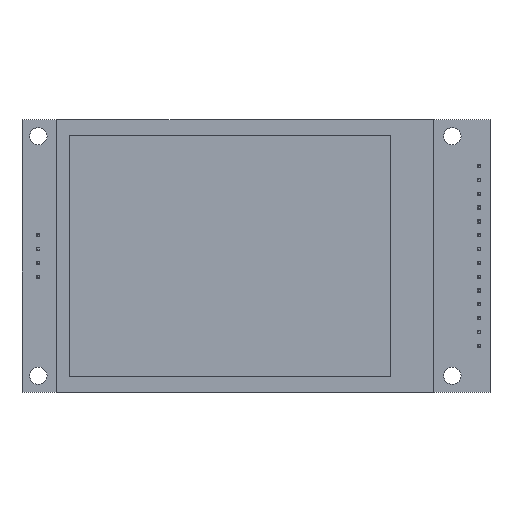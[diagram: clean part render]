
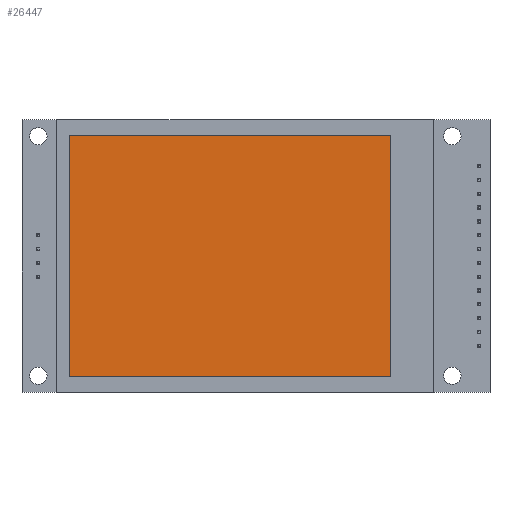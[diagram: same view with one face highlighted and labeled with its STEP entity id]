
A CAD part, top view. The second image highlights one B-rep face of the part: STEP entity #26447.
In plain terms, the highlighted planar face has unit normal (0, 0, 1).
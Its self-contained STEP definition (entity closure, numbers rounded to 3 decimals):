
#26070 = PLANE('',#26071);
#26071 = AXIS2_PLACEMENT_3D('',#26072,#26073,#26074);
#26072 = CARTESIAN_POINT('',(2.4,2.8,3.5));
#26073 = DIRECTION('',(1.,0.,0.));
#26074 = DIRECTION('',(-0.,1.,0.));
#26098 = PLANE('',#26099);
#26099 = AXIS2_PLACEMENT_3D('',#26100,#26101,#26102);
#26100 = CARTESIAN_POINT('',(2.4,47.2,3.5));
#26101 = DIRECTION('',(0.,-1.,0.));
#26102 = DIRECTION('',(1.,0.,0.));
#26126 = PLANE('',#26127);
#26127 = AXIS2_PLACEMENT_3D('',#26128,#26129,#26130);
#26128 = CARTESIAN_POINT('',(61.4,47.2,3.5));
#26129 = DIRECTION('',(-1.,0.,0.));
#26130 = DIRECTION('',(0.,-1.,0.));
#26152 = PLANE('',#26153);
#26153 = AXIS2_PLACEMENT_3D('',#26154,#26155,#26156);
#26154 = CARTESIAN_POINT('',(61.4,2.8,3.5));
#26155 = DIRECTION('',(0.,1.,-0.));
#26156 = DIRECTION('',(-1.,0.,0.));
#26251 = VERTEX_POINT('',#26252);
#26252 = CARTESIAN_POINT('',(2.4,2.8,3.));
#26273 = EDGE_CURVE('',#26251,#26274,#26276,.T.);
#26274 = VERTEX_POINT('',#26275);
#26275 = CARTESIAN_POINT('',(2.4,47.2,3.));
#26276 = SURFACE_CURVE('',#26277,(#26281,#26288),.PCURVE_S1.);
#26277 = LINE('',#26278,#26279);
#26278 = CARTESIAN_POINT('',(2.4,2.8,3.));
#26279 = VECTOR('',#26280,1.);
#26280 = DIRECTION('',(0.,1.,0.));
#26281 = PCURVE('',#26070,#26282);
#26282 = DEFINITIONAL_REPRESENTATION('',(#26283),#26287);
#26283 = LINE('',#26284,#26285);
#26284 = CARTESIAN_POINT('',(0.,-0.5));
#26285 = VECTOR('',#26286,1.);
#26286 = DIRECTION('',(1.,0.));
#26287 = ( GEOMETRIC_REPRESENTATION_CONTEXT(2) 
PARAMETRIC_REPRESENTATION_CONTEXT() REPRESENTATION_CONTEXT('2D SPACE',''
  ) );
#26288 = PCURVE('',#26289,#26294);
#26289 = PLANE('',#26290);
#26290 = AXIS2_PLACEMENT_3D('',#26291,#26292,#26293);
#26291 = CARTESIAN_POINT('',(31.9,25.,3.));
#26292 = DIRECTION('',(-0.,-0.,-1.));
#26293 = DIRECTION('',(-1.,0.,0.));
#26294 = DEFINITIONAL_REPRESENTATION('',(#26295),#26299);
#26295 = LINE('',#26296,#26297);
#26296 = CARTESIAN_POINT('',(29.5,-22.2));
#26297 = VECTOR('',#26298,1.);
#26298 = DIRECTION('',(0.,1.));
#26299 = ( GEOMETRIC_REPRESENTATION_CONTEXT(2) 
PARAMETRIC_REPRESENTATION_CONTEXT() REPRESENTATION_CONTEXT('2D SPACE',''
  ) );
#26327 = VERTEX_POINT('',#26328);
#26328 = CARTESIAN_POINT('',(61.4,2.8,3.));
#26349 = EDGE_CURVE('',#26327,#26251,#26350,.T.);
#26350 = SURFACE_CURVE('',#26351,(#26355,#26362),.PCURVE_S1.);
#26351 = LINE('',#26352,#26353);
#26352 = CARTESIAN_POINT('',(61.4,2.8,3.));
#26353 = VECTOR('',#26354,1.);
#26354 = DIRECTION('',(-1.,0.,0.));
#26355 = PCURVE('',#26152,#26356);
#26356 = DEFINITIONAL_REPRESENTATION('',(#26357),#26361);
#26357 = LINE('',#26358,#26359);
#26358 = CARTESIAN_POINT('',(0.,-0.5));
#26359 = VECTOR('',#26360,1.);
#26360 = DIRECTION('',(1.,0.));
#26361 = ( GEOMETRIC_REPRESENTATION_CONTEXT(2) 
PARAMETRIC_REPRESENTATION_CONTEXT() REPRESENTATION_CONTEXT('2D SPACE',''
  ) );
#26362 = PCURVE('',#26289,#26363);
#26363 = DEFINITIONAL_REPRESENTATION('',(#26364),#26368);
#26364 = LINE('',#26365,#26366);
#26365 = CARTESIAN_POINT('',(-29.5,-22.2));
#26366 = VECTOR('',#26367,1.);
#26367 = DIRECTION('',(1.,0.));
#26368 = ( GEOMETRIC_REPRESENTATION_CONTEXT(2) 
PARAMETRIC_REPRESENTATION_CONTEXT() REPRESENTATION_CONTEXT('2D SPACE',''
  ) );
#26376 = VERTEX_POINT('',#26377);
#26377 = CARTESIAN_POINT('',(61.4,47.2,3.));
#26398 = EDGE_CURVE('',#26376,#26327,#26399,.T.);
#26399 = SURFACE_CURVE('',#26400,(#26404,#26411),.PCURVE_S1.);
#26400 = LINE('',#26401,#26402);
#26401 = CARTESIAN_POINT('',(61.4,47.2,3.));
#26402 = VECTOR('',#26403,1.);
#26403 = DIRECTION('',(0.,-1.,0.));
#26404 = PCURVE('',#26126,#26405);
#26405 = DEFINITIONAL_REPRESENTATION('',(#26406),#26410);
#26406 = LINE('',#26407,#26408);
#26407 = CARTESIAN_POINT('',(0.,-0.5));
#26408 = VECTOR('',#26409,1.);
#26409 = DIRECTION('',(1.,0.));
#26410 = ( GEOMETRIC_REPRESENTATION_CONTEXT(2) 
PARAMETRIC_REPRESENTATION_CONTEXT() REPRESENTATION_CONTEXT('2D SPACE',''
  ) );
#26411 = PCURVE('',#26289,#26412);
#26412 = DEFINITIONAL_REPRESENTATION('',(#26413),#26417);
#26413 = LINE('',#26414,#26415);
#26414 = CARTESIAN_POINT('',(-29.5,22.2));
#26415 = VECTOR('',#26416,1.);
#26416 = DIRECTION('',(0.,-1.));
#26417 = ( GEOMETRIC_REPRESENTATION_CONTEXT(2) 
PARAMETRIC_REPRESENTATION_CONTEXT() REPRESENTATION_CONTEXT('2D SPACE',''
  ) );
#26425 = EDGE_CURVE('',#26274,#26376,#26426,.T.);
#26426 = SURFACE_CURVE('',#26427,(#26431,#26438),.PCURVE_S1.);
#26427 = LINE('',#26428,#26429);
#26428 = CARTESIAN_POINT('',(2.4,47.2,3.));
#26429 = VECTOR('',#26430,1.);
#26430 = DIRECTION('',(1.,0.,0.));
#26431 = PCURVE('',#26098,#26432);
#26432 = DEFINITIONAL_REPRESENTATION('',(#26433),#26437);
#26433 = LINE('',#26434,#26435);
#26434 = CARTESIAN_POINT('',(0.,-0.5));
#26435 = VECTOR('',#26436,1.);
#26436 = DIRECTION('',(1.,0.));
#26437 = ( GEOMETRIC_REPRESENTATION_CONTEXT(2) 
PARAMETRIC_REPRESENTATION_CONTEXT() REPRESENTATION_CONTEXT('2D SPACE',''
  ) );
#26438 = PCURVE('',#26289,#26439);
#26439 = DEFINITIONAL_REPRESENTATION('',(#26440),#26444);
#26440 = LINE('',#26441,#26442);
#26441 = CARTESIAN_POINT('',(29.5,22.2));
#26442 = VECTOR('',#26443,1.);
#26443 = DIRECTION('',(-1.,0.));
#26444 = ( GEOMETRIC_REPRESENTATION_CONTEXT(2) 
PARAMETRIC_REPRESENTATION_CONTEXT() REPRESENTATION_CONTEXT('2D SPACE',''
  ) );
#26447 = ADVANCED_FACE('',(#26448),#26289,.F.);
#26448 = FACE_BOUND('',#26449,.F.);
#26449 = EDGE_LOOP('',(#26450,#26451,#26452,#26453));
#26450 = ORIENTED_EDGE('',*,*,#26425,.T.);
#26451 = ORIENTED_EDGE('',*,*,#26398,.T.);
#26452 = ORIENTED_EDGE('',*,*,#26349,.T.);
#26453 = ORIENTED_EDGE('',*,*,#26273,.T.);
